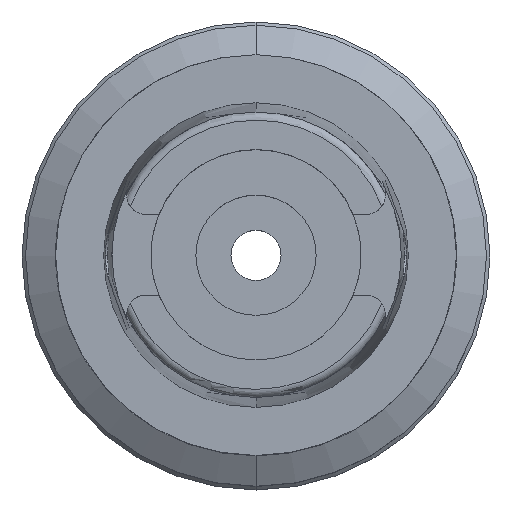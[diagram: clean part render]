
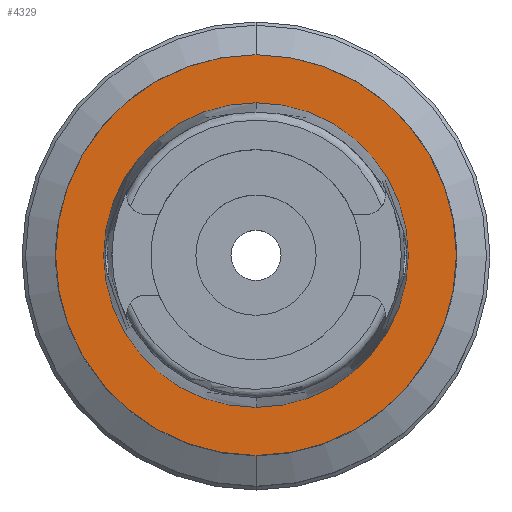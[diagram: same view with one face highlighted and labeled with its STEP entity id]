
A CAD part, top view. The second image highlights one B-rep face of the part: STEP entity #4329.
In plain terms, the highlighted planar face has unit normal (0, 0, 1).
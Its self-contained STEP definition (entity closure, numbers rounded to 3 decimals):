
#2277=CARTESIAN_POINT('',(0.,0.,0.));
#2278=DIRECTION('',(0.,0.,-1.));
#2279=DIRECTION('',(0.,-1.,0.));
#2280=AXIS2_PLACEMENT_3D('',#2277,#2278,#2279);
#2285=CARTESIAN_POINT('',(0.,0.,0.));
#2286=DIRECTION('',(0.,0.,-1.));
#2287=DIRECTION('',(0.,1.,0.));
#2288=AXIS2_PLACEMENT_3D('',#2285,#2286,#2287);
#2293=CARTESIAN_POINT('',(0.,0.,0.));
#2294=DIRECTION('',(0.,0.,1.));
#2295=DIRECTION('',(0.,-1.,0.));
#2296=AXIS2_PLACEMENT_3D('',#2293,#2294,#2295);
#2301=CARTESIAN_POINT('',(0.,0.,0.));
#2302=DIRECTION('',(0.,0.,1.));
#2303=DIRECTION('',(0.,1.,0.));
#2304=AXIS2_PLACEMENT_3D('',#2301,#2302,#2303);
#2362=CARTESIAN_POINT('',(0.,15.2,0.));
#2363=VERTEX_POINT('',#2362);
#2364=CARTESIAN_POINT('',(0.,-15.2,0.));
#2365=VERTEX_POINT('',#2364);
#2443=CARTESIAN_POINT('',(0.,-20.,0.));
#2444=CARTESIAN_POINT('',(0.,20.,0.));
#2445=VERTEX_POINT('',#2443);
#2446=VERTEX_POINT('',#2444);
#4316=CARTESIAN_POINT('',(0.,0.,0.));
#4317=DIRECTION('',(0.,0.,-1.));
#4318=DIRECTION('',(0.,-1.,0.));
#4319=AXIS2_PLACEMENT_3D('',#4316,#4317,#4318);
#4320=PLANE('',#4319);
#4321=ORIENTED_EDGE('',*,*,#3928,.T.);
#4322=ORIENTED_EDGE('',*,*,#4071,.T.);
#4323=EDGE_LOOP('',(#4321,#4322));
#4324=FACE_OUTER_BOUND('',#4323,.F.);
#4325=ORIENTED_EDGE('',*,*,#2708,.T.);
#4326=ORIENTED_EDGE('',*,*,#2812,.T.);
#4327=EDGE_LOOP('',(#4325,#4326));
#4328=FACE_BOUND('',#4327,.F.);
#2281=CIRCLE('',#2280,20.);
#2289=CIRCLE('',#2288,20.);
#2297=CIRCLE('',#2296,15.2);
#2305=CIRCLE('',#2304,15.2);
#2708=EDGE_CURVE('',#2365,#2363,#2297,.T.);
#2812=EDGE_CURVE('',#2363,#2365,#2305,.T.);
#3928=EDGE_CURVE('',#2445,#2446,#2281,.T.);
#4071=EDGE_CURVE('',#2446,#2445,#2289,.T.);
#4329=ADVANCED_FACE('',(#4324,#4328),#4320,.F.);
